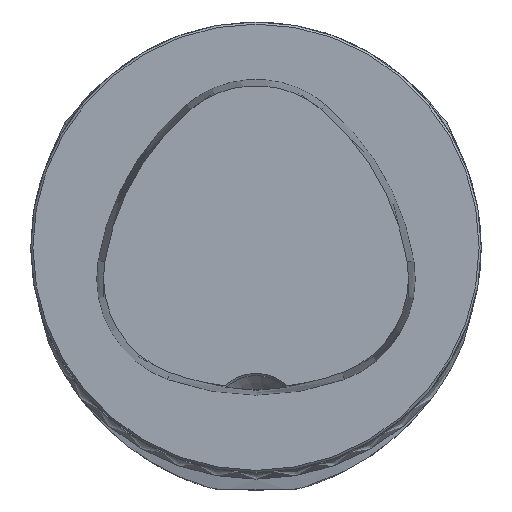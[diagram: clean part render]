
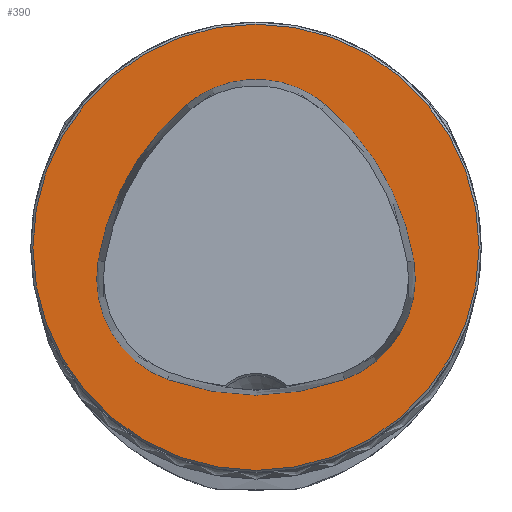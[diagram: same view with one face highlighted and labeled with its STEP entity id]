
A CAD part, top view. The second image highlights one B-rep face of the part: STEP entity #390.
In plain terms, the highlighted planar face has unit normal (0, 0, 1).
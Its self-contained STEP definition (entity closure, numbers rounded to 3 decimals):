
#122=FACE_BOUND('',#732,.T.);
#123=FACE_BOUND('',#733,.T.);
#320=CIRCLE('',#2676,36.075);
#322=CIRCLE('',#2679,36.075);
#323=CIRCLE('',#2680,15.075);
#324=CIRCLE('',#2681,36.075);
#325=CIRCLE('',#2682,15.075);
#326=CIRCLE('',#2683,15.075);
#327=CIRCLE('',#2684,31.2);
#390=ADVANCED_FACE('CU_FL_N1_SU_1',(#122,#123),#526,.T.);
#526=PLANE('',#2685);
#732=EDGE_LOOP('',(#1075,#1076,#1077,#1078,#1079,#1080));
#733=EDGE_LOOP('',(#1081));
#1075=ORIENTED_EDGE('',*,*,#2018,.F.);
#1076=ORIENTED_EDGE('',*,*,#2019,.F.);
#1077=ORIENTED_EDGE('',*,*,#2020,.F.);
#1078=ORIENTED_EDGE('',*,*,#2021,.F.);
#1079=ORIENTED_EDGE('',*,*,#2015,.F.);
#1080=ORIENTED_EDGE('',*,*,#2022,.F.);
#1081=ORIENTED_EDGE('',*,*,#2023,.T.);
#1760=VERTEX_POINT('',#4178);
#1761=VERTEX_POINT('',#4180);
#1763=VERTEX_POINT('',#4186);
#1764=VERTEX_POINT('',#4187);
#1765=VERTEX_POINT('',#4189);
#1766=VERTEX_POINT('',#4191);
#1767=VERTEX_POINT('',#4195);
#2015=EDGE_CURVE('',#1760,#1761,#320,.T.);
#2018=EDGE_CURVE('',#1763,#1764,#322,.T.);
#2019=EDGE_CURVE('',#1765,#1763,#323,.T.);
#2020=EDGE_CURVE('',#1766,#1765,#324,.T.);
#2021=EDGE_CURVE('',#1761,#1766,#325,.T.);
#2022=EDGE_CURVE('',#1764,#1760,#326,.T.);
#2023=EDGE_CURVE('',#1767,#1767,#327,.T.);
#2676=AXIS2_PLACEMENT_3D('',#4179,#3036,#3037);
#2679=AXIS2_PLACEMENT_3D('',#4185,#3043,#3044);
#2680=AXIS2_PLACEMENT_3D('',#4188,#3045,#3046);
#2681=AXIS2_PLACEMENT_3D('',#4190,#3047,#3048);
#2682=AXIS2_PLACEMENT_3D('',#4192,#3049,#3050);
#2683=AXIS2_PLACEMENT_3D('',#4193,#3051,#3052);
#2684=AXIS2_PLACEMENT_3D('',#4194,#3053,#3054);
#2685=AXIS2_PLACEMENT_3D('',#4196,#3055,#3056);
#3036=DIRECTION('',(0.,0.,1.));
#3037=DIRECTION('',(1.,0.,0.));
#3043=DIRECTION('',(0.,0.,1.));
#3044=DIRECTION('',(1.,0.,0.));
#3045=DIRECTION('',(0.,0.,1.));
#3046=DIRECTION('',(1.,0.,0.));
#3047=DIRECTION('',(0.,0.,1.));
#3048=DIRECTION('',(1.,0.,0.));
#3049=DIRECTION('',(0.,0.,1.));
#3050=DIRECTION('',(1.,0.,0.));
#3051=DIRECTION('',(0.,0.,1.));
#3052=DIRECTION('',(1.,0.,0.));
#3053=DIRECTION('',(0.,0.,1.));
#3054=DIRECTION('',(1.,0.,0.));
#3055=DIRECTION('',(0.,0.,1.));
#3056=DIRECTION('',(1.,0.,0.));
#4178=CARTESIAN_POINT('',(-12.368,-18.489,0.));
#4179=CARTESIAN_POINT('',(0.,15.4,0.));
#4180=CARTESIAN_POINT('',(12.368,-18.489,0.));
#4185=CARTESIAN_POINT('',(13.535,-7.656,0.));
#4186=CARTESIAN_POINT('',(-9.716,19.927,0.));
#4187=CARTESIAN_POINT('',(-22.084,-1.937,0.));
#4188=CARTESIAN_POINT('',(0.,8.4,0.));
#4189=CARTESIAN_POINT('',(9.716,19.927,0.));
#4190=CARTESIAN_POINT('',(-13.535,-7.656,0.));
#4191=CARTESIAN_POINT('',(22.084,-1.937,0.));
#4192=CARTESIAN_POINT('',(7.2,-4.327,0.));
#4193=CARTESIAN_POINT('',(-7.2,-4.327,0.));
#4194=CARTESIAN_POINT('',(0.,0.,0.));
#4195=CARTESIAN_POINT('',(31.2,0.,0.));
#4196=CARTESIAN_POINT('',(0.,0.,0.));
